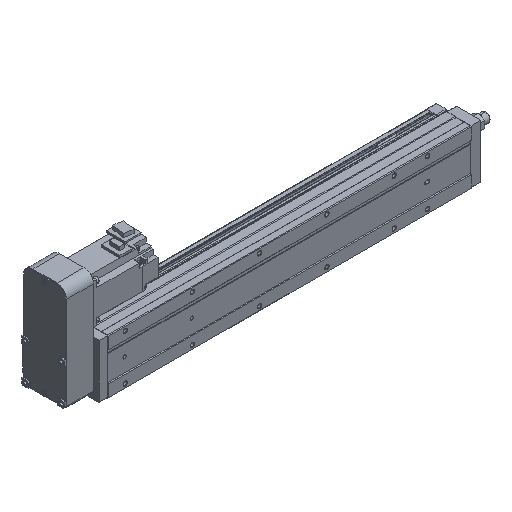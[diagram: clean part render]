
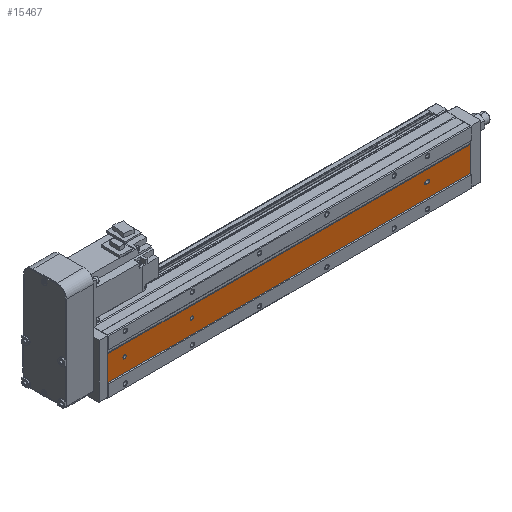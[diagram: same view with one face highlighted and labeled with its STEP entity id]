
A CAD part, isometric view. The second image highlights one B-rep face of the part: STEP entity #15467.
In plain terms, the highlighted planar face has unit normal (0, -1, 0).
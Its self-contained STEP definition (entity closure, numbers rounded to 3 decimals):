
#9 = CARTESIAN_POINT ( 'NONE',  ( 540., 1., 16.4 ) ) ;
#246 = AXIS2_PLACEMENT_3D ( 'NONE', #21800, #26146, #17589 ) ;
#603 = CIRCLE ( 'NONE', #1947, 2.5 ) ;
#934 = CARTESIAN_POINT ( 'NONE',  ( 476., 1., 2.5 ) ) ;
#1351 = EDGE_LOOP ( 'NONE', ( #2429, #11609 ) ) ;
#1376 = EDGE_CURVE ( 'NONE', #18835, #8556, #5613, .T. ) ;
#1528 = EDGE_CURVE ( 'NONE', #8556, #18835, #8780, .T. ) ;
#1633 = DIRECTION ( 'NONE',  ( 0., 0., -1. ) ) ;
#1947 = AXIS2_PLACEMENT_3D ( 'NONE', #26151, #9011, #23757 ) ;
#2429 = ORIENTED_EDGE ( 'NONE', *, *, #1528, .F. ) ;
#2853 = CIRCLE ( 'NONE', #18116, 2.5 ) ;
#2873 = DIRECTION ( 'NONE',  ( -1., 0., 0. ) ) ;
#2954 = AXIS2_PLACEMENT_3D ( 'NONE', #19706, #24033, #9008 ) ;
#3294 = CIRCLE ( 'NONE', #20346, 2.5 ) ;
#3329 = CARTESIAN_POINT ( 'NONE',  ( 540., 1., -21. ) ) ;
#3958 = CARTESIAN_POINT ( 'NONE',  ( 540., 1., 16.4 ) ) ;
#4010 = CARTESIAN_POINT ( 'NONE',  ( 25., 1., 2.5 ) ) ;
#4039 = DIRECTION ( 'NONE',  ( 0., -1., 0. ) ) ;
#4627 = CARTESIAN_POINT ( 'NONE',  ( 474., 1., -2.5 ) ) ;
#4643 = FACE_BOUND ( 'NONE', #7790, .T. ) ;
#4797 = CARTESIAN_POINT ( 'NONE',  ( 540., 1., 2.5 ) ) ;
#5448 = VERTEX_POINT ( 'NONE', #9373 ) ;
#5613 = CIRCLE ( 'NONE', #2954, 2.5 ) ;
#5703 = DIRECTION ( 'NONE',  ( 0., 0., -1. ) ) ;
#6350 = DIRECTION ( 'NONE',  ( -1., 0., 0. ) ) ;
#6557 = EDGE_LOOP ( 'NONE', ( #24661, #27200, #21444, #12718 ) ) ;
#6638 = AXIS2_PLACEMENT_3D ( 'NONE', #25249, #4039, #18800 ) ;
#7790 = EDGE_LOOP ( 'NONE', ( #9547, #26002, #23259, #25501 ) ) ;
#8556 = VERTEX_POINT ( 'NONE', #12680 ) ;
#8763 = VECTOR ( 'NONE', #1633, 1000. ) ;
#8780 = CIRCLE ( 'NONE', #20439, 2.5 ) ;
#9008 = DIRECTION ( 'NONE',  ( 0., 0., 1. ) ) ;
#9011 = DIRECTION ( 'NONE',  ( 0., -1., 0. ) ) ;
#9183 = CARTESIAN_POINT ( 'NONE',  ( 540., 1., -21. ) ) ;
#9373 = CARTESIAN_POINT ( 'NONE',  ( 125., 1., 2.5 ) ) ;
#9447 = VERTEX_POINT ( 'NONE', #17410 ) ;
#9547 = ORIENTED_EDGE ( 'NONE', *, *, #21567, .F. ) ;
#9798 = EDGE_CURVE ( 'NONE', #15688, #21460, #27045, .T. ) ;
#10022 = CARTESIAN_POINT ( 'NONE',  ( 0., 1., -21. ) ) ;
#10601 = LINE ( 'NONE', #16797, #8763 ) ;
#10622 = EDGE_LOOP ( 'NONE', ( #17040, #20719 ) ) ;
#10625 = DIRECTION ( 'NONE',  ( 1., 0., 0. ) ) ;
#10671 = DIRECTION ( 'NONE',  ( 0., -1., 0. ) ) ;
#10799 = CARTESIAN_POINT ( 'NONE',  ( 125., 1., 0. ) ) ;
#11243 = VERTEX_POINT ( 'NONE', #14083 ) ;
#11412 = CARTESIAN_POINT ( 'NONE',  ( 474., 1., 0. ) ) ;
#11609 = ORIENTED_EDGE ( 'NONE', *, *, #1376, .F. ) ;
#11665 = FACE_OUTER_BOUND ( 'NONE', #6557, .T. ) ;
#11800 = CARTESIAN_POINT ( 'NONE',  ( 25., 1., 0. ) ) ;
#12134 = VERTEX_POINT ( 'NONE', #10022 ) ;
#12270 = CARTESIAN_POINT ( 'NONE',  ( 125., 1., -2.5 ) ) ;
#12680 = CARTESIAN_POINT ( 'NONE',  ( 25., 1., -2.5 ) ) ;
#12718 = ORIENTED_EDGE ( 'NONE', *, *, #15292, .T. ) ;
#12738 = CARTESIAN_POINT ( 'NONE',  ( 540., 1., -2.5 ) ) ;
#13230 = FACE_BOUND ( 'NONE', #1351, .T. ) ;
#13951 = EDGE_CURVE ( 'NONE', #9447, #18854, #603, .T. ) ;
#13999 = EDGE_CURVE ( 'NONE', #18854, #25701, #24037, .T. ) ;
#14083 = CARTESIAN_POINT ( 'NONE',  ( 0., 1., 16.4 ) ) ;
#14150 = EDGE_CURVE ( 'NONE', #24308, #5448, #3294, .T. ) ;
#15292 = EDGE_CURVE ( 'NONE', #15688, #11243, #19153, .T. ) ;
#15396 = VECTOR ( 'NONE', #19983, 1000. ) ;
#15401 = CARTESIAN_POINT ( 'NONE',  ( 474., 1., 2.5 ) ) ;
#15449 = VECTOR ( 'NONE', #6350, 1000. ) ;
#15467 = ADVANCED_FACE ( 'NONE', ( #11665, #4643, #13230, #24030 ), #18008, .F. ) ;
#15688 = VERTEX_POINT ( 'NONE', #9 ) ;
#16358 = VECTOR ( 'NONE', #5703, 1000. ) ;
#16797 = CARTESIAN_POINT ( 'NONE',  ( 0., 1., 16.4 ) ) ;
#16821 = LINE ( 'NONE', #12738, #17319 ) ;
#17015 = DIRECTION ( 'NONE',  ( 0., 0., 1. ) ) ;
#17040 = ORIENTED_EDGE ( 'NONE', *, *, #14150, .F. ) ;
#17319 = VECTOR ( 'NONE', #10625, 1000. ) ;
#17410 = CARTESIAN_POINT ( 'NONE',  ( 476., 1., -2.5 ) ) ;
#17499 = LINE ( 'NONE', #9183, #24035 ) ;
#17589 = DIRECTION ( 'NONE',  ( 1., 0., 0. ) ) ;
#17678 = EDGE_CURVE ( 'NONE', #11243, #12134, #10601, .T. ) ;
#17884 = EDGE_CURVE ( 'NONE', #21460, #12134, #17499, .T. ) ;
#18008 = PLANE ( 'NONE',  #246 ) ;
#18116 = AXIS2_PLACEMENT_3D ( 'NONE', #11412, #26029, #22237 ) ;
#18800 = DIRECTION ( 'NONE',  ( 0., 0., 1. ) ) ;
#18835 = VERTEX_POINT ( 'NONE', #4010 ) ;
#18854 = VERTEX_POINT ( 'NONE', #934 ) ;
#19153 = LINE ( 'NONE', #3958, #15449 ) ;
#19239 = EDGE_CURVE ( 'NONE', #25701, #27544, #2853, .T. ) ;
#19706 = CARTESIAN_POINT ( 'NONE',  ( 25., 1., 0. ) ) ;
#19983 = DIRECTION ( 'NONE',  ( -1., 0., 0. ) ) ;
#20346 = AXIS2_PLACEMENT_3D ( 'NONE', #10799, #10671, #17015 ) ;
#20385 = DIRECTION ( 'NONE',  ( 0., -1., 0. ) ) ;
#20439 = AXIS2_PLACEMENT_3D ( 'NONE', #11800, #20385, #23578 ) ;
#20719 = ORIENTED_EDGE ( 'NONE', *, *, #26632, .F. ) ;
#21011 = CIRCLE ( 'NONE', #6638, 2.5 ) ;
#21444 = ORIENTED_EDGE ( 'NONE', *, *, #9798, .F. ) ;
#21460 = VERTEX_POINT ( 'NONE', #3329 ) ;
#21567 = EDGE_CURVE ( 'NONE', #27544, #9447, #16821, .T. ) ;
#21800 = CARTESIAN_POINT ( 'NONE',  ( 540., 1., 16.4 ) ) ;
#22237 = DIRECTION ( 'NONE',  ( 0., 0., 1. ) ) ;
#23259 = ORIENTED_EDGE ( 'NONE', *, *, #13999, .F. ) ;
#23578 = DIRECTION ( 'NONE',  ( 0., 0., 1. ) ) ;
#23757 = DIRECTION ( 'NONE',  ( 0., 0., 1. ) ) ;
#24030 = FACE_BOUND ( 'NONE', #10622, .T. ) ;
#24033 = DIRECTION ( 'NONE',  ( 0., -1., 0. ) ) ;
#24035 = VECTOR ( 'NONE', #2873, 1000. ) ;
#24037 = LINE ( 'NONE', #4797, #15396 ) ;
#24308 = VERTEX_POINT ( 'NONE', #12270 ) ;
#24661 = ORIENTED_EDGE ( 'NONE', *, *, #17678, .T. ) ;
#25249 = CARTESIAN_POINT ( 'NONE',  ( 125., 1., 0. ) ) ;
#25353 = CARTESIAN_POINT ( 'NONE',  ( 540., 1., 16.4 ) ) ;
#25501 = ORIENTED_EDGE ( 'NONE', *, *, #13951, .F. ) ;
#25701 = VERTEX_POINT ( 'NONE', #15401 ) ;
#26002 = ORIENTED_EDGE ( 'NONE', *, *, #19239, .F. ) ;
#26029 = DIRECTION ( 'NONE',  ( 0., -1., 0. ) ) ;
#26146 = DIRECTION ( 'NONE',  ( 0., 1., 0. ) ) ;
#26151 = CARTESIAN_POINT ( 'NONE',  ( 476., 1., 0. ) ) ;
#26632 = EDGE_CURVE ( 'NONE', #5448, #24308, #21011, .T. ) ;
#27045 = LINE ( 'NONE', #25353, #16358 ) ;
#27200 = ORIENTED_EDGE ( 'NONE', *, *, #17884, .F. ) ;
#27544 = VERTEX_POINT ( 'NONE', #4627 ) ;
